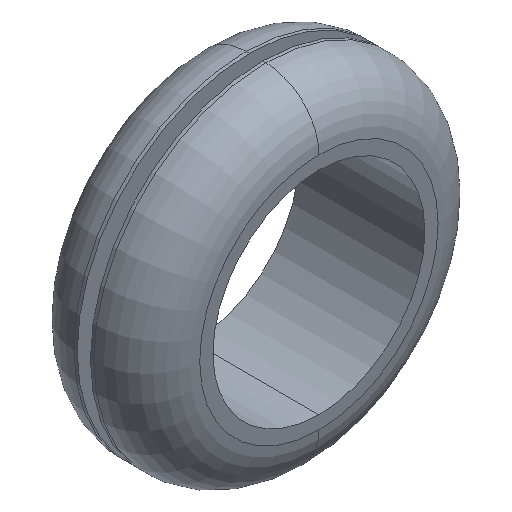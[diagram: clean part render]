
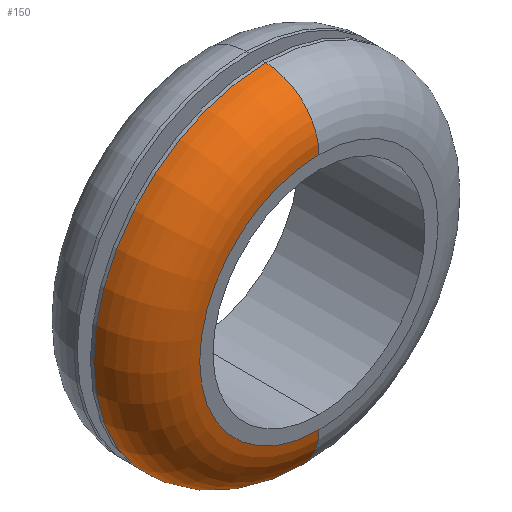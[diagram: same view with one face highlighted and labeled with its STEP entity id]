
A CAD part, isometric view. The second image highlights one B-rep face of the part: STEP entity #150.
In plain terms, the highlighted toroidal (fillet/blend) face has major radius 18 mm and minor radius 8 mm.
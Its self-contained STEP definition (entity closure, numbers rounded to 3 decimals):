
#96 = EDGE_CURVE ( 'NONE', #115, #97, #289, .T. ) ;
#97 = VERTEX_POINT ( 'NONE', #284 ) ;
#102 = VERTEX_POINT ( 'NONE', #278 ) ;
#103 = VERTEX_POINT ( 'NONE', #277 ) ;
#104 = EDGE_CURVE ( 'NONE', #102, #103, #275, .T. ) ;
#115 = VERTEX_POINT ( 'NONE', #250 ) ;
#130 = ORIENTED_EDGE ( 'NONE', *, *, #162, .F. ) ;
#146 = ORIENTED_EDGE ( 'NONE', *, *, #96, .T. ) ;
#147 = EDGE_CURVE ( 'NONE', #102, #115, #425, .T. ) ;
#148 = ORIENTED_EDGE ( 'NONE', *, *, #104, .F. ) ;
#149 = ORIENTED_EDGE ( 'NONE', *, *, #147, .T. ) ;
#150 = ADVANCED_FACE ( 'NONE', ( #414 ), #419, .T. ) ;
#151 = EDGE_LOOP ( 'NONE', ( #148, #149, #146, #130 ) ) ;
#162 = EDGE_CURVE ( 'NONE', #103, #97, #473, .T. ) ;
#250 = CARTESIAN_POINT ( 'NONE',  ( 0., -9.5, 18. ) ) ;
#271 = DIRECTION ( 'NONE',  ( 0., 0., -1. ) ) ;
#272 = DIRECTION ( 'NONE',  ( 1., 0., 0. ) ) ;
#273 = CARTESIAN_POINT ( 'NONE',  ( 0., -1.5, -18. ) ) ;
#274 = AXIS2_PLACEMENT_3D ( 'NONE', #273, #272, #271 ) ;
#275 = CIRCLE ( 'NONE', #274, 8. ) ;
#277 = CARTESIAN_POINT ( 'NONE',  ( 0., -1.5, -26. ) ) ;
#278 = CARTESIAN_POINT ( 'NONE',  ( 0., -9.5, -18. ) ) ;
#284 = CARTESIAN_POINT ( 'NONE',  ( 0., -1.5, 26. ) ) ;
#285 = DIRECTION ( 'NONE',  ( 0., 0., 1. ) ) ;
#286 = DIRECTION ( 'NONE',  ( -1., 0., 0. ) ) ;
#287 = CARTESIAN_POINT ( 'NONE',  ( 0., -1.5, 18. ) ) ;
#288 = AXIS2_PLACEMENT_3D ( 'NONE', #287, #286, #285 ) ;
#289 = CIRCLE ( 'NONE', #288, 8. ) ;
#413 = CARTESIAN_POINT ( 'NONE',  ( 0., -9.5, 0. ) ) ;
#414 = FACE_OUTER_BOUND ( 'NONE', #151, .T. ) ;
#416 = DIRECTION ( 'NONE',  ( 0., 0., 1. ) ) ;
#417 = DIRECTION ( 'NONE',  ( 0., 1., 0. ) ) ;
#418 = AXIS2_PLACEMENT_3D ( 'NONE', #421, #417, #416 ) ;
#419 = TOROIDAL_SURFACE ( 'NONE', #418, 18., 8. ) ;
#421 = CARTESIAN_POINT ( 'NONE',  ( 0., -1.5, 0. ) ) ;
#422 = DIRECTION ( 'NONE',  ( 0., 0., 1. ) ) ;
#423 = DIRECTION ( 'NONE',  ( 0., 1., 0. ) ) ;
#424 = AXIS2_PLACEMENT_3D ( 'NONE', #413, #423, #422 ) ;
#425 = CIRCLE ( 'NONE', #424, 18. ) ;
#470 = DIRECTION ( 'NONE',  ( 0., 0., 1. ) ) ;
#471 = DIRECTION ( 'NONE',  ( 0., 1., 0. ) ) ;
#472 = AXIS2_PLACEMENT_3D ( 'NONE', #479, #471, #470 ) ;
#473 = CIRCLE ( 'NONE', #472, 26. ) ;
#479 = CARTESIAN_POINT ( 'NONE',  ( 0., -1.5, 0. ) ) ;
